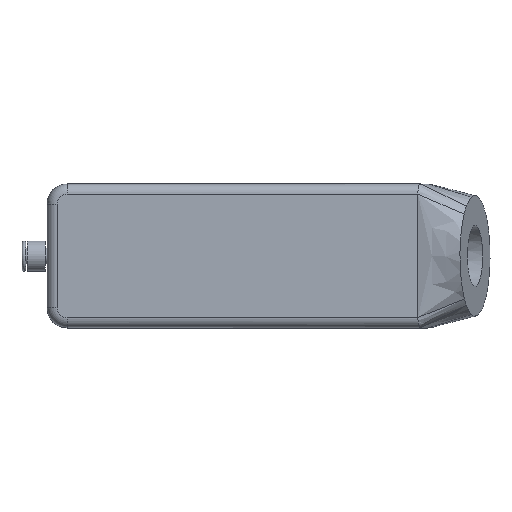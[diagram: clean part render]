
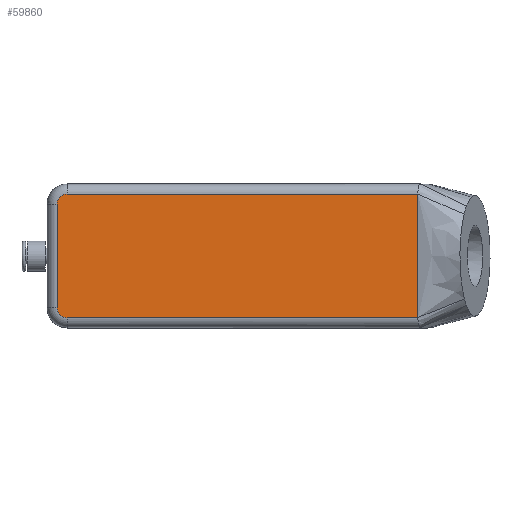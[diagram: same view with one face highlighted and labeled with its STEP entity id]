
A CAD part, top view. The second image highlights one B-rep face of the part: STEP entity #59860.
In plain terms, the highlighted planar face has unit normal (0, 0, 1).
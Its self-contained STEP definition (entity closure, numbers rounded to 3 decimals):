
#38320=CARTESIAN_POINT('',(51.,18.5,63.));
#38330=VERTEX_POINT('',#38320);
#38380=CARTESIAN_POINT('',(-54.,18.5,63.));
#38390=DIRECTION('',(1.,0.,0.));
#38400=VECTOR('',#38390,1.);
#38410=LINE('',#38380,#38400);
#38420=CARTESIAN_POINT('',(-54.,18.5,63.));
#38430=VERTEX_POINT('',#38420);
#38440=EDGE_CURVE('',#38430,#38330,#38410,.T.);
#38950=CARTESIAN_POINT('',(-57.,15.5,63.));
#38960=VERTEX_POINT('',#38950);
#38990=CARTESIAN_POINT('',(-57.,-15.5,63.));
#39000=DIRECTION('',(0.,1.,0.));
#39010=VECTOR('',#39000,1.);
#39020=LINE('',#38990,#39010);
#39030=CARTESIAN_POINT('',(-57.,-15.5,63.));
#39040=VERTEX_POINT('',#39030);
#39050=EDGE_CURVE('',#39040,#38960,#39020,.T.);
#39290=CARTESIAN_POINT('',(51.,-18.5,63.));
#39300=DIRECTION('',(-1.,0.,0.));
#39310=VECTOR('',#39300,1.);
#39320=LINE('',#39290,#39310);
#39330=CARTESIAN_POINT('',(51.,-18.5,63.));
#39340=VERTEX_POINT('',#39330);
#39350=CARTESIAN_POINT('',(-54.,-18.5,63.));
#39360=VERTEX_POINT('',#39350);
#39370=EDGE_CURVE('',#39340,#39360,#39320,.T.);
#54550=CARTESIAN_POINT('',(51.,-18.5,63.));
#54560=DIRECTION('',(0.,1.,0.));
#54570=VECTOR('',#54560,1.);
#54580=LINE('',#54550,#54570);
#54590=EDGE_CURVE('',#39340,#38330,#54580,.T.);
#58340=CARTESIAN_POINT('',(-54.,-15.5,63.));
#58350=DIRECTION('',(0.,0.,-1.));
#58360=DIRECTION('',(-1.,0.,-0.));
#58370=AXIS2_PLACEMENT_3D('',#58340,#58350,#58360);
#58380=CIRCLE('',#58370,3.);
#58390=EDGE_CURVE('',#39360,#39040,#58380,.T.);
#59060=CARTESIAN_POINT('',(-54.,15.5,63.));
#59070=DIRECTION('',(0.,0.,-1.));
#59080=DIRECTION('',(-1.,0.,-0.));
#59090=AXIS2_PLACEMENT_3D('',#59060,#59070,#59080);
#59100=CIRCLE('',#59090,3.);
#59110=EDGE_CURVE('',#38960,#38430,#59100,.T.);
#59730=CARTESIAN_POINT('',(-67.8,-22.2,63.));
#59740=DIRECTION('',(0.,0.,1.));
#59750=DIRECTION('',(1.,0.,-0.));
#59760=AXIS2_PLACEMENT_3D('',#59730,#59740,#59750);
#59770=PLANE('',#59760);
#59780=ORIENTED_EDGE('',*,*,#54590,.T.);
#59790=ORIENTED_EDGE('',*,*,#39370,.F.);
#59800=ORIENTED_EDGE('',*,*,#58390,.F.);
#59810=ORIENTED_EDGE('',*,*,#39050,.F.);
#59820=ORIENTED_EDGE('',*,*,#59110,.F.);
#59830=ORIENTED_EDGE('',*,*,#38440,.F.);
#59840=EDGE_LOOP('',(#59830,#59820,#59810,#59800,#59790,#59780));
#59850=FACE_OUTER_BOUND('',#59840,.T.);
#59860=ADVANCED_FACE('',(#59850),#59770,.T.);
